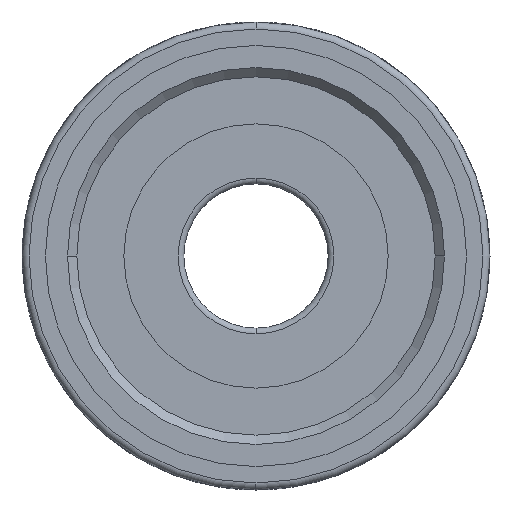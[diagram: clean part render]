
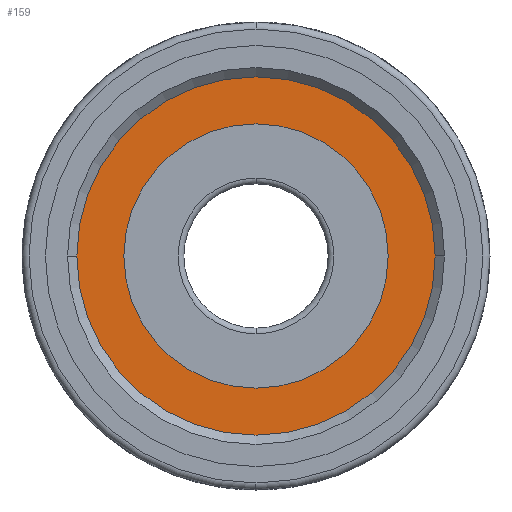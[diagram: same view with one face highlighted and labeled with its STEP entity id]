
A CAD part, left-side view. The second image highlights one B-rep face of the part: STEP entity #159.
In plain terms, the highlighted planar face has unit normal (-1, 0, 0).
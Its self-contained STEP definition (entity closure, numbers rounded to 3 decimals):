
#159=ADVANCED_FACE('',(#363,#364),#365,.F.);
#363=FACE_OUTER_BOUND('',#576,.T.);
#364=FACE_BOUND('',#577,.T.);
#365=PLANE('',#578);
#576=EDGE_LOOP('',(#1343,#1344));
#577=EDGE_LOOP('',(#1345,#1346));
#578=AXIS2_PLACEMENT_3D('',#1347,#1348,#1349);
#1343=ORIENTED_EDGE('',*,*,#1493,.F.);
#1344=ORIENTED_EDGE('',*,*,#1649,.F.);
#1345=ORIENTED_EDGE('',*,*,#1487,.F.);
#1346=ORIENTED_EDGE('',*,*,#1652,.F.);
#1347=CARTESIAN_POINT('',(18.75,0.0,0.0));
#1348=DIRECTION('',(1.0,0.0,0.0));
#1349=DIRECTION('',(0.0,0.0,-1.0));
#1487=EDGE_CURVE('',#1798,#1794,#1800,.T.);
#1493=EDGE_CURVE('',#1809,#1812,#1813,.T.);
#1649=EDGE_CURVE('',#1812,#1809,#2065,.T.);
#1652=EDGE_CURVE('',#1794,#1798,#2068,.T.);
#1794=VERTEX_POINT('',#2234);
#1798=VERTEX_POINT('',#2239);
#1800=CIRCLE('',#2242,19.0);
#1809=VERTEX_POINT('',#2253);
#1812=VERTEX_POINT('',#2257);
#1813=CIRCLE('',#2258,28.328);
#2065=CIRCLE('',#2625,28.328);
#2068=CIRCLE('',#2628,19.0);
#2234=CARTESIAN_POINT('',(18.75,0.,-19.0));
#2239=CARTESIAN_POINT('',(18.75,0.,19.0));
#2242=AXIS2_PLACEMENT_3D('',#2837,#2838,#2839);
#2253=CARTESIAN_POINT('',(18.75,28.328,0.0));
#2257=CARTESIAN_POINT('',(18.75,-28.328,0.));
#2258=AXIS2_PLACEMENT_3D('',#2849,#2850,#2851);
#2625=AXIS2_PLACEMENT_3D('',#3087,#3088,#3089);
#2628=AXIS2_PLACEMENT_3D('',#3096,#3097,#3098);
#2837=CARTESIAN_POINT('',(18.75,0.0,0.0));
#2838=DIRECTION('',(-1.0,-0.0,-0.0));
#2839=DIRECTION('',(0.0,0.0,-1.0));
#2849=CARTESIAN_POINT('',(18.75,0.0,0.0));
#2850=DIRECTION('',(1.0,0.0,0.0));
#2851=DIRECTION('',(0.0,1.0,0.0));
#3087=CARTESIAN_POINT('',(18.75,0.0,0.0));
#3088=DIRECTION('',(1.0,0.0,0.0));
#3089=DIRECTION('',(0.0,1.0,0.0));
#3096=CARTESIAN_POINT('',(18.75,0.0,0.0));
#3097=DIRECTION('',(-1.0,-0.0,-0.0));
#3098=DIRECTION('',(0.0,0.0,-1.0));
